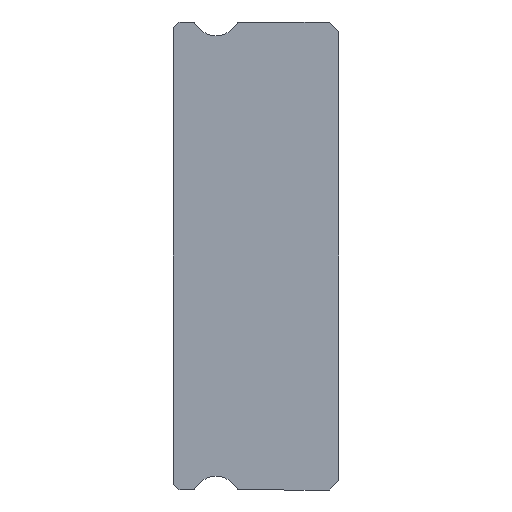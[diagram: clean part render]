
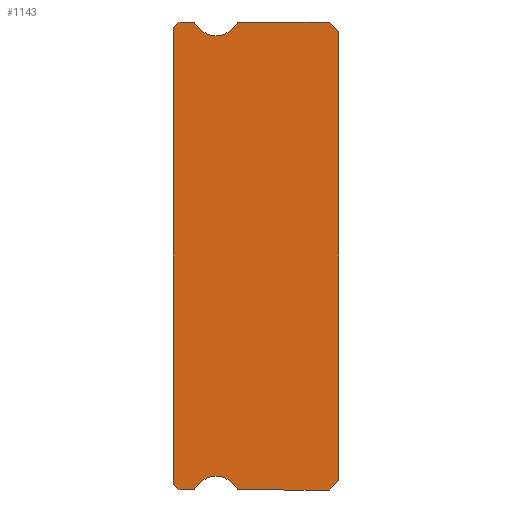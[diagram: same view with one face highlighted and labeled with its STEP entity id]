
A CAD part, left-side view. The second image highlights one B-rep face of the part: STEP entity #1143.
In plain terms, the highlighted planar face has unit normal (-1, 0, 0).
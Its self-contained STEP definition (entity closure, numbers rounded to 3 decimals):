
#3 = LINE ( 'NONE', #393, #867 ) ;
#23 = DIRECTION ( 'NONE',  ( 1., 0., 0. ) ) ;
#36 = LINE ( 'NONE', #407, #1201 ) ;
#41 = LINE ( 'NONE', #433, #1074 ) ;
#51 = LINE ( 'NONE', #164, #1054 ) ;
#53 = ORIENTED_EDGE ( 'NONE', *, *, #1256, .T. ) ;
#57 = DIRECTION ( 'NONE',  ( 0., -1., 0. ) ) ;
#61 = VERTEX_POINT ( 'NONE', #1187 ) ;
#64 = VERTEX_POINT ( 'NONE', #281 ) ;
#70 = AXIS2_PLACEMENT_3D ( 'NONE', #86, #96, #894 ) ;
#76 = VERTEX_POINT ( 'NONE', #1136 ) ;
#86 = CARTESIAN_POINT ( 'NONE',  ( -20., 6.3, 12.55 ) ) ;
#95 = AXIS2_PLACEMENT_3D ( 'NONE', #189, #585, #872 ) ;
#96 = DIRECTION ( 'NONE',  ( -1., 0., 0. ) ) ;
#101 = EDGE_CURVE ( 'NONE', #1270, #356, #36, .T. ) ;
#130 = DIRECTION ( 'NONE',  ( 0., -0.707, -0.707 ) ) ;
#149 = ORIENTED_EDGE ( 'NONE', *, *, #517, .F. ) ;
#159 = DIRECTION ( 'NONE',  ( -1., 0., 0. ) ) ;
#164 = CARTESIAN_POINT ( 'NONE',  ( -20., 7.512, -12. ) ) ;
#184 = EDGE_CURVE ( 'NONE', #385, #612, #1142, .T. ) ;
#189 = CARTESIAN_POINT ( 'NONE',  ( -20., 7.512, -11.85 ) ) ;
#197 = CIRCLE ( 'NONE', #95, 0.15 ) ;
#199 = DIRECTION ( 'NONE',  ( -1., 0., 0. ) ) ;
#206 = CARTESIAN_POINT ( 'NONE',  ( -20., 5.088, -11.85 ) ) ;
#211 = CARTESIAN_POINT ( 'NONE',  ( -20., 6.3, 12.55 ) ) ;
#213 = ORIENTED_EDGE ( 'NONE', *, *, #266, .F. ) ;
#215 = AXIS2_PLACEMENT_3D ( 'NONE', #206, #814, #807 ) ;
#236 = CARTESIAN_POINT ( 'NONE',  ( -20., 7.383, 11.925 ) ) ;
#246 = ORIENTED_EDGE ( 'NONE', *, *, #458, .F. ) ;
#266 = EDGE_CURVE ( 'NONE', #468, #76, #844, .T. ) ;
#281 = CARTESIAN_POINT ( 'NONE',  ( -20., 8.5, -11.7 ) ) ;
#282 = ORIENTED_EDGE ( 'NONE', *, *, #333, .F. ) ;
#287 = ORIENTED_EDGE ( 'NONE', *, *, #679, .F. ) ;
#313 = DIRECTION ( 'NONE',  ( 1., 0., 0. ) ) ;
#320 = VECTOR ( 'NONE', #1031, 1000. ) ;
#321 = CARTESIAN_POINT ( 'NONE',  ( -20., 8.2, 12. ) ) ;
#324 = ORIENTED_EDGE ( 'NONE', *, *, #1070, .F. ) ;
#333 = EDGE_CURVE ( 'NONE', #64, #61, #862, .T. ) ;
#335 = VERTEX_POINT ( 'NONE', #1059 ) ;
#356 = VERTEX_POINT ( 'NONE', #938 ) ;
#380 = EDGE_CURVE ( 'NONE', #335, #492, #51, .T. ) ;
#385 = VERTEX_POINT ( 'NONE', #656 ) ;
#386 = FACE_OUTER_BOUND ( 'NONE', #522, .T. ) ;
#393 = CARTESIAN_POINT ( 'NONE',  ( -20., 8.2, 12. ) ) ;
#399 = AXIS2_PLACEMENT_3D ( 'NONE', #1215, #199, #1209 ) ;
#407 = CARTESIAN_POINT ( 'NONE',  ( -20., 0.5, 12. ) ) ;
#421 = EDGE_CURVE ( 'NONE', #64, #335, #989, .T. ) ;
#429 = ORIENTED_EDGE ( 'NONE', *, *, #789, .F. ) ;
#433 = CARTESIAN_POINT ( 'NONE',  ( -20., 7.512, 12. ) ) ;
#441 = DIRECTION ( 'NONE',  ( 0., 0., 1. ) ) ;
#454 = ORIENTED_EDGE ( 'NONE', *, *, #813, .F. ) ;
#455 = LINE ( 'NONE', #1025, #320 ) ;
#458 = EDGE_CURVE ( 'NONE', #666, #788, #1098, .T. ) ;
#468 = VERTEX_POINT ( 'NONE', #682 ) ;
#492 = VERTEX_POINT ( 'NONE', #975 ) ;
#509 = DIRECTION ( 'NONE',  ( 0., 1., 0. ) ) ;
#517 = EDGE_CURVE ( 'NONE', #1252, #888, #1162, .T. ) ;
#522 = EDGE_LOOP ( 'NONE', ( #282, #1194, #978, #324, #1065, #1125, #960, #213, #53, #748, #287, #429, #246, #454, #149, #589, #881 ) ) ;
#552 = VERTEX_POINT ( 'NONE', #825 ) ;
#579 = EDGE_CURVE ( 'NONE', #612, #552, #1202, .T. ) ;
#585 = DIRECTION ( 'NONE',  ( 1., 0., 0. ) ) ;
#589 = ORIENTED_EDGE ( 'NONE', *, *, #645, .T. ) ;
#594 = DIRECTION ( 'NONE',  ( 0., 0., -1. ) ) ;
#612 = VERTEX_POINT ( 'NONE', #1106 ) ;
#624 = DIRECTION ( 'NONE',  ( 0., 0., -1. ) ) ;
#627 = CARTESIAN_POINT ( 'NONE',  ( -20., 6.3, 11.3 ) ) ;
#639 = VERTEX_POINT ( 'NONE', #1024 ) ;
#641 = CARTESIAN_POINT ( 'NONE',  ( -20., 8.5, 11.85 ) ) ;
#645 = EDGE_CURVE ( 'NONE', #1252, #970, #3, .T. ) ;
#646 = DIRECTION ( 'NONE',  ( 0., 0., 1. ) ) ;
#656 = CARTESIAN_POINT ( 'NONE',  ( -20., 5.088, -12. ) ) ;
#666 = VERTEX_POINT ( 'NONE', #627 ) ;
#679 = EDGE_CURVE ( 'NONE', #639, #1270, #41, .T. ) ;
#681 = LINE ( 'NONE', #987, #851 ) ;
#682 = CARTESIAN_POINT ( 'NONE',  ( -20., 0., -11.5 ) ) ;
#689 = DIRECTION ( 'NONE',  ( 0., -0.707, -0.707 ) ) ;
#694 = CARTESIAN_POINT ( 'NONE',  ( -20., 7.512, 11.85 ) ) ;
#698 = VECTOR ( 'NONE', #689, 1000. ) ;
#719 = VECTOR ( 'NONE', #1157, 1000. ) ;
#748 = ORIENTED_EDGE ( 'NONE', *, *, #101, .F. ) ;
#788 = VERTEX_POINT ( 'NONE', #886 ) ;
#789 = EDGE_CURVE ( 'NONE', #788, #639, #1264, .T. ) ;
#799 = DIRECTION ( 'NONE',  ( 1., 0., 0. ) ) ;
#807 = DIRECTION ( 'NONE',  ( 0., 0., -1. ) ) ;
#813 = EDGE_CURVE ( 'NONE', #888, #666, #1013, .T. ) ;
#814 = DIRECTION ( 'NONE',  ( 1., 0., 0. ) ) ;
#817 = DIRECTION ( 'NONE',  ( 0., 0., -1. ) ) ;
#825 = CARTESIAN_POINT ( 'NONE',  ( -20., 7.383, -11.925 ) ) ;
#828 = VECTOR ( 'NONE', #646, 1000. ) ;
#837 = CARTESIAN_POINT ( 'NONE',  ( -20., 0.5, 12. ) ) ;
#844 = LINE ( 'NONE', #958, #719 ) ;
#851 = VECTOR ( 'NONE', #1073, 1000. ) ;
#855 = CARTESIAN_POINT ( 'NONE',  ( -20., 0., 11.5 ) ) ;
#862 = LINE ( 'NONE', #641, #828 ) ;
#867 = VECTOR ( 'NONE', #509, 1000. ) ;
#868 = AXIS2_PLACEMENT_3D ( 'NONE', #211, #159, #624 ) ;
#872 = DIRECTION ( 'NONE',  ( 0., 0., -1. ) ) ;
#881 = ORIENTED_EDGE ( 'NONE', *, *, #1016, .T. ) ;
#886 = CARTESIAN_POINT ( 'NONE',  ( -20., 5.217, 11.925 ) ) ;
#888 = VERTEX_POINT ( 'NONE', #236 ) ;
#889 = EDGE_CURVE ( 'NONE', #76, #385, #455, .T. ) ;
#894 = DIRECTION ( 'NONE',  ( 0., 0., -1. ) ) ;
#921 = PLANE ( 'NONE',  #1141 ) ;
#938 = CARTESIAN_POINT ( 'NONE',  ( -20., 0., 11.5 ) ) ;
#949 = CARTESIAN_POINT ( 'NONE',  ( -20., 7.512, 12. ) ) ;
#958 = CARTESIAN_POINT ( 'NONE',  ( -20., 0., -11.5 ) ) ;
#960 = ORIENTED_EDGE ( 'NONE', *, *, #889, .F. ) ;
#969 = CARTESIAN_POINT ( 'NONE',  ( -20., 8.2, -12. ) ) ;
#970 = VERTEX_POINT ( 'NONE', #321 ) ;
#975 = CARTESIAN_POINT ( 'NONE',  ( -20., 7.512, -12. ) ) ;
#978 = ORIENTED_EDGE ( 'NONE', *, *, #380, .T. ) ;
#987 = CARTESIAN_POINT ( 'NONE',  ( -20., 8.5, 11.7 ) ) ;
#989 = LINE ( 'NONE', #969, #698 ) ;
#1013 = CIRCLE ( 'NONE', #868, 1.25 ) ;
#1016 = EDGE_CURVE ( 'NONE', #970, #61, #681, .T. ) ;
#1024 = CARTESIAN_POINT ( 'NONE',  ( -20., 5.088, 12. ) ) ;
#1025 = CARTESIAN_POINT ( 'NONE',  ( -20., 7.512, -12. ) ) ;
#1031 = DIRECTION ( 'NONE',  ( 0., 1., 0. ) ) ;
#1034 = AXIS2_PLACEMENT_3D ( 'NONE', #1118, #313, #594 ) ;
#1054 = VECTOR ( 'NONE', #57, 1000. ) ;
#1059 = CARTESIAN_POINT ( 'NONE',  ( -20., 8.2, -12. ) ) ;
#1065 = ORIENTED_EDGE ( 'NONE', *, *, #579, .F. ) ;
#1070 = EDGE_CURVE ( 'NONE', #552, #492, #197, .T. ) ;
#1073 = DIRECTION ( 'NONE',  ( 0., 0.707, -0.707 ) ) ;
#1074 = VECTOR ( 'NONE', #1134, 1000. ) ;
#1098 = CIRCLE ( 'NONE', #70, 1.25 ) ;
#1101 = CARTESIAN_POINT ( 'NONE',  ( -20., 5.088, 11.85 ) ) ;
#1106 = CARTESIAN_POINT ( 'NONE',  ( -20., 5.217, -11.925 ) ) ;
#1118 = CARTESIAN_POINT ( 'NONE',  ( -20., 7.512, 11.85 ) ) ;
#1125 = ORIENTED_EDGE ( 'NONE', *, *, #184, .F. ) ;
#1134 = DIRECTION ( 'NONE',  ( 0., -1., 0. ) ) ;
#1136 = CARTESIAN_POINT ( 'NONE',  ( -20., 0.5, -12. ) ) ;
#1141 = AXIS2_PLACEMENT_3D ( 'NONE', #694, #23, #817 ) ;
#1142 = CIRCLE ( 'NONE', #215, 0.15 ) ;
#1143 = ADVANCED_FACE ( 'NONE', ( #386 ), #921, .F. ) ;
#1157 = DIRECTION ( 'NONE',  ( 0., 0.707, -0.707 ) ) ;
#1162 = CIRCLE ( 'NONE', #1034, 0.15 ) ;
#1187 = CARTESIAN_POINT ( 'NONE',  ( -20., 8.5, 11.7 ) ) ;
#1194 = ORIENTED_EDGE ( 'NONE', *, *, #421, .T. ) ;
#1201 = VECTOR ( 'NONE', #130, 1000. ) ;
#1202 = CIRCLE ( 'NONE', #399, 1.25 ) ;
#1209 = DIRECTION ( 'NONE',  ( 0., 0., -1. ) ) ;
#1215 = CARTESIAN_POINT ( 'NONE',  ( -20., 6.3, -12.55 ) ) ;
#1225 = AXIS2_PLACEMENT_3D ( 'NONE', #1101, #799, #1278 ) ;
#1242 = VECTOR ( 'NONE', #441, 1000. ) ;
#1251 = LINE ( 'NONE', #855, #1242 ) ;
#1252 = VERTEX_POINT ( 'NONE', #949 ) ;
#1256 = EDGE_CURVE ( 'NONE', #468, #356, #1251, .T. ) ;
#1264 = CIRCLE ( 'NONE', #1225, 0.15 ) ;
#1270 = VERTEX_POINT ( 'NONE', #837 ) ;
#1278 = DIRECTION ( 'NONE',  ( 0., 0., -1. ) ) ;
